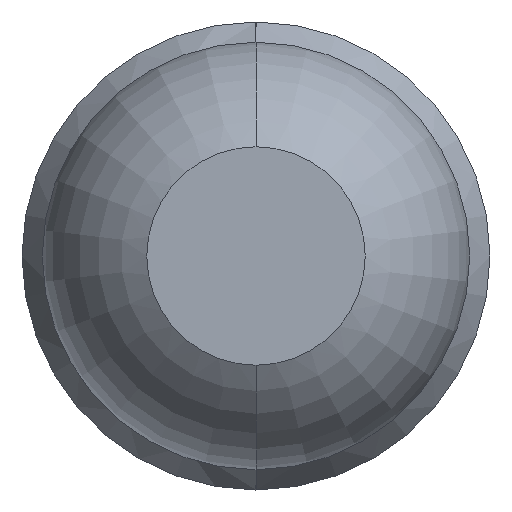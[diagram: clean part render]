
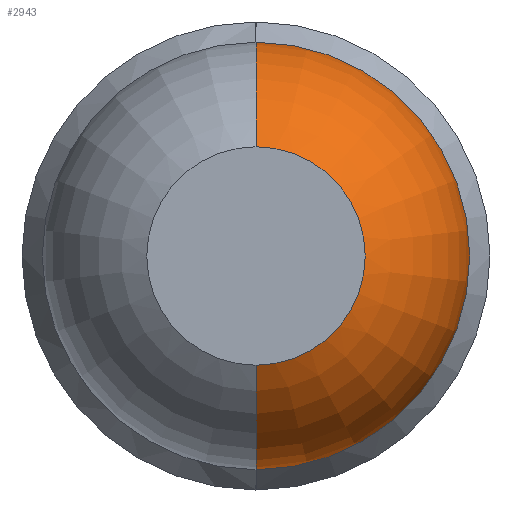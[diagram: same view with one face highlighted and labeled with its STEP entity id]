
A CAD part, front view. The second image highlights one B-rep face of the part: STEP entity #2943.
In plain terms, the highlighted toroidal (fillet/blend) face has major radius 0.035 mm and minor radius 0.65 mm.
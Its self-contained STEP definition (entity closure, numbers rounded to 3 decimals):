
#113 = ORIENTED_EDGE ( 'NONE', *, *, #2867, .T. ) ;
#158 = DIRECTION ( 'NONE',  ( 0., 0., -1. ) ) ;
#675 = CARTESIAN_POINT ( 'NONE',  ( 0., -25., 0.35 ) ) ;
#708 = ORIENTED_EDGE ( 'NONE', *, *, #4063, .F. ) ;
#903 = DIRECTION ( 'NONE',  ( 0., -1., 0. ) ) ;
#1050 = CARTESIAN_POINT ( 'NONE',  ( 0., -25., 0. ) ) ;
#1226 = EDGE_CURVE ( 'Defeature ausgef�hrt1_4+Defeature ausgef�hrt1_5+Defeature ausgef�hrt1_5+Defeature ausgef�hrt1_5', #1285, #4352, #2075, .T. ) ;
#1285 = VERTEX_POINT ( 'NONE', #3591 ) ;
#1550 = DIRECTION ( 'NONE',  ( -1., 0., 0. ) ) ;
#1685 = DIRECTION ( 'NONE',  ( 0., 0., -1. ) ) ;
#1922 = DIRECTION ( 'NONE',  ( 1., 0., 0. ) ) ;
#2075 = CIRCLE ( 'NONE', #2774, 0.685 ) ;
#2196 = CIRCLE ( 'NONE', #3316, 0.65 ) ;
#2336 = CARTESIAN_POINT ( 'NONE',  ( 0., -25., -0.35 ) ) ;
#2346 = EDGE_LOOP ( 'NONE', ( #2490, #113, #2751, #708 ) ) ;
#2490 = ORIENTED_EDGE ( 'NONE', *, *, #1226, .T. ) ;
#2751 = ORIENTED_EDGE ( 'NONE', *, *, #4788, .F. ) ;
#2774 = AXIS2_PLACEMENT_3D ( 'NONE', #4646, #903, #158 ) ;
#2778 = TOROIDAL_SURFACE ( 'NONE', #3982, 0.035, 0.65 ) ;
#2867 = EDGE_CURVE ( 'NONE', #4352, #3924, #2196, .T. ) ;
#2905 = DIRECTION ( 'NONE',  ( 0., -1., 0. ) ) ;
#2943 = ADVANCED_FACE ( 'Defeature ausgef�hrt1_4', ( #3751 ), #2778, .T. ) ;
#3043 = CARTESIAN_POINT ( 'NONE',  ( 0., -24.431, 0.685 ) ) ;
#3149 = CARTESIAN_POINT ( 'NONE',  ( 0., -24.431, 0. ) ) ;
#3235 = AXIS2_PLACEMENT_3D ( 'NONE', #3769, #1550, #4133 ) ;
#3252 = DIRECTION ( 'NONE',  ( 0., 0., -1. ) ) ;
#3316 = AXIS2_PLACEMENT_3D ( 'NONE', #4119, #1922, #4499 ) ;
#3591 = CARTESIAN_POINT ( 'NONE',  ( 0., -24.431, -0.685 ) ) ;
#3679 = CIRCLE ( 'NONE', #3923, 0.35 ) ;
#3751 = FACE_OUTER_BOUND ( 'NONE', #2346, .T. ) ;
#3769 = CARTESIAN_POINT ( 'NONE',  ( 0., -24.431, -0.035 ) ) ;
#3923 = AXIS2_PLACEMENT_3D ( 'NONE', #1050, #2905, #3252 ) ;
#3924 = VERTEX_POINT ( 'NONE', #675 ) ;
#3982 = AXIS2_PLACEMENT_3D ( 'NONE', #3149, #4232, #1685 ) ;
#4063 = EDGE_CURVE ( 'NONE', #1285, #4348, #4460, .T. ) ;
#4119 = CARTESIAN_POINT ( 'NONE',  ( 0., -24.431, 0.035 ) ) ;
#4133 = DIRECTION ( 'NONE',  ( 0., 0., 1. ) ) ;
#4232 = DIRECTION ( 'NONE',  ( 0., -1., 0. ) ) ;
#4348 = VERTEX_POINT ( 'NONE', #2336 ) ;
#4352 = VERTEX_POINT ( 'NONE', #3043 ) ;
#4460 = CIRCLE ( 'NONE', #3235, 0.65 ) ;
#4499 = DIRECTION ( 'NONE',  ( 0., 0., -1. ) ) ;
#4646 = CARTESIAN_POINT ( 'NONE',  ( 0., -24.431, 0. ) ) ;
#4788 = EDGE_CURVE ( 'Defeature ausgef�hrt1_14+Defeature ausgef�hrt1_4+Defeature ausgef�hrt1_4+Defeature ausgef�hrt1_4', #4348, #3924, #3679, .T. ) ;
